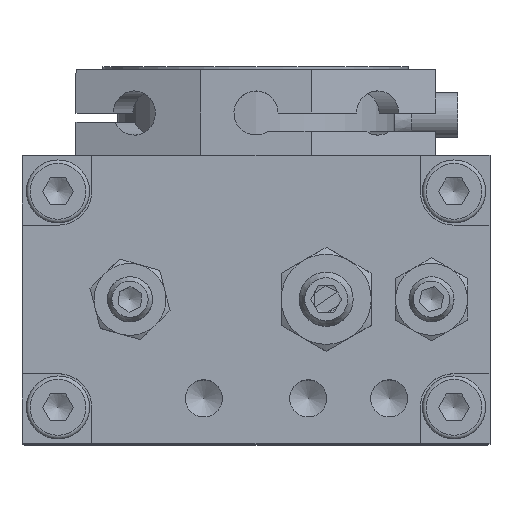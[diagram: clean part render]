
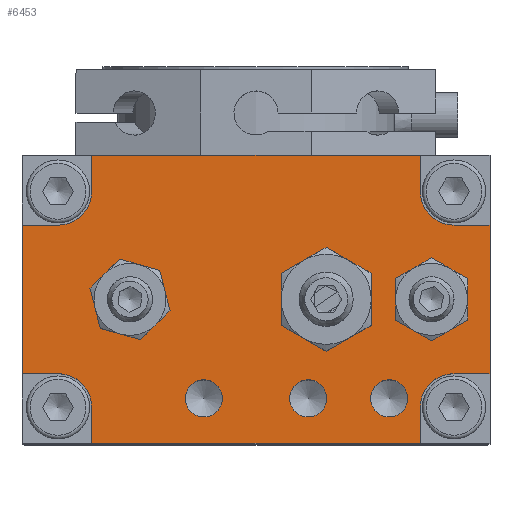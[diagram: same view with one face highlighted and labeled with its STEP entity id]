
A CAD part, top view. The second image highlights one B-rep face of the part: STEP entity #6453.
In plain terms, the highlighted planar face has unit normal (0, 0, 1).
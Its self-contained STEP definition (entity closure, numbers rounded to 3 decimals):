
#322=FACE_BOUND('',#1218,.T.);
#323=FACE_BOUND('',#1219,.T.);
#324=FACE_BOUND('',#1220,.T.);
#325=FACE_BOUND('',#1221,.T.);
#326=FACE_BOUND('',#1222,.T.);
#327=FACE_BOUND('',#1223,.T.);
#447=PLANE('',#7263);
#803=FACE_OUTER_BOUND('',#1217,.T.);
#1217=EDGE_LOOP('',(#5178,#5179,#5180,#5181,#5182,#5183,#5184,#5185,#5186,
#5187,#5188,#5189,#5190,#5191,#5192,#5193));
#1218=EDGE_LOOP('',(#5194,#5195));
#1219=EDGE_LOOP('',(#5196,#5197));
#1220=EDGE_LOOP('',(#5198,#5199));
#1221=EDGE_LOOP('',(#5200,#5201));
#1222=EDGE_LOOP('',(#5202,#5203));
#1223=EDGE_LOOP('',(#5204,#5205));
#1661=LINE('',#10597,#2106);
#1669=LINE('',#10616,#2114);
#1673=LINE('',#10625,#2118);
#1675=LINE('',#10631,#2120);
#1681=LINE('',#10647,#2126);
#1689=LINE('',#10666,#2134);
#1691=LINE('',#10672,#2136);
#1699=LINE('',#10691,#2144);
#1700=LINE('',#10693,#2145);
#1704=LINE('',#10700,#2149);
#1709=LINE('',#10708,#2154);
#1710=LINE('',#10710,#2155);
#2106=VECTOR('',#8557,10.);
#2114=VECTOR('',#8575,10.);
#2118=VECTOR('',#8581,10.);
#2120=VECTOR('',#8585,10.);
#2126=VECTOR('',#8601,10.);
#2134=VECTOR('',#8619,10.);
#2136=VECTOR('',#8623,10.);
#2144=VECTOR('',#8641,10.);
#2145=VECTOR('',#8644,10.);
#2149=VECTOR('',#8650,10.);
#2154=VECTOR('',#8657,10.);
#2155=VECTOR('',#8660,10.);
#2514=CIRCLE('',#7187,2.067);
#2515=CIRCLE('',#7188,2.067);
#2518=CIRCLE('',#7193,2.067);
#2519=CIRCLE('',#7194,2.067);
#2522=CIRCLE('',#7199,2.067);
#2523=CIRCLE('',#7200,2.067);
#2526=CIRCLE('',#7205,2.459);
#2527=CIRCLE('',#7206,2.459);
#2530=CIRCLE('',#7211,2.067);
#2531=CIRCLE('',#7212,2.067);
#2534=CIRCLE('',#7217,2.459);
#2535=CIRCLE('',#7218,2.459);
#2549=CIRCLE('',#7239,3.75);
#2550=CIRCLE('',#7244,3.75);
#2553=CIRCLE('',#7251,3.75);
#2555=CIRCLE('',#7257,3.75);
#2982=VERTEX_POINT('',#10490);
#2983=VERTEX_POINT('',#10492);
#2987=VERTEX_POINT('',#10503);
#2988=VERTEX_POINT('',#10505);
#2992=VERTEX_POINT('',#10516);
#2993=VERTEX_POINT('',#10518);
#2997=VERTEX_POINT('',#10529);
#2998=VERTEX_POINT('',#10531);
#3002=VERTEX_POINT('',#10542);
#3003=VERTEX_POINT('',#10544);
#3007=VERTEX_POINT('',#10555);
#3008=VERTEX_POINT('',#10557);
#3021=VERTEX_POINT('',#10593);
#3023=VERTEX_POINT('',#10596);
#3028=VERTEX_POINT('',#10610);
#3029=VERTEX_POINT('',#10614);
#3031=VERTEX_POINT('',#10619);
#3033=VERTEX_POINT('',#10623);
#3034=VERTEX_POINT('',#10627);
#3036=VERTEX_POINT('',#10630);
#3039=VERTEX_POINT('',#10643);
#3041=VERTEX_POINT('',#10646);
#3046=VERTEX_POINT('',#10660);
#3047=VERTEX_POINT('',#10664);
#3048=VERTEX_POINT('',#10668);
#3050=VERTEX_POINT('',#10671);
#3055=VERTEX_POINT('',#10685);
#3056=VERTEX_POINT('',#10689);
#3725=EDGE_CURVE('',#2983,#2982,#2514,.T.);
#3726=EDGE_CURVE('',#2982,#2983,#2515,.T.);
#3731=EDGE_CURVE('',#2988,#2987,#2518,.T.);
#3732=EDGE_CURVE('',#2987,#2988,#2519,.T.);
#3737=EDGE_CURVE('',#2993,#2992,#2522,.T.);
#3738=EDGE_CURVE('',#2992,#2993,#2523,.T.);
#3743=EDGE_CURVE('',#2998,#2997,#2526,.T.);
#3744=EDGE_CURVE('',#2997,#2998,#2527,.T.);
#3749=EDGE_CURVE('',#3003,#3002,#2530,.T.);
#3750=EDGE_CURVE('',#3002,#3003,#2531,.T.);
#3755=EDGE_CURVE('',#3008,#3007,#2534,.T.);
#3756=EDGE_CURVE('',#3007,#3008,#2535,.T.);
#3774=EDGE_CURVE('',#3023,#3021,#1661,.T.);
#3781=EDGE_CURVE('',#3028,#3023,#2549,.T.);
#3784=EDGE_CURVE('',#3029,#3028,#1669,.T.);
#3788=EDGE_CURVE('',#3031,#3033,#1673,.T.);
#3790=EDGE_CURVE('',#3036,#3034,#1675,.T.);
#3793=EDGE_CURVE('',#3033,#3036,#2550,.T.);
#3798=EDGE_CURVE('',#3041,#3039,#1681,.T.);
#3805=EDGE_CURVE('',#3046,#3041,#2553,.T.);
#3808=EDGE_CURVE('',#3047,#3046,#1689,.T.);
#3810=EDGE_CURVE('',#3050,#3048,#1691,.T.);
#3817=EDGE_CURVE('',#3055,#3050,#2555,.T.);
#3820=EDGE_CURVE('',#3056,#3055,#1699,.T.);
#3821=EDGE_CURVE('',#3034,#3029,#1700,.T.);
#3825=EDGE_CURVE('',#3048,#3047,#1704,.T.);
#3830=EDGE_CURVE('',#3021,#3056,#1709,.T.);
#3831=EDGE_CURVE('',#3039,#3031,#1710,.T.);
#5178=ORIENTED_EDGE('',*,*,#3774,.T.);
#5179=ORIENTED_EDGE('',*,*,#3830,.T.);
#5180=ORIENTED_EDGE('',*,*,#3820,.T.);
#5181=ORIENTED_EDGE('',*,*,#3817,.T.);
#5182=ORIENTED_EDGE('',*,*,#3810,.T.);
#5183=ORIENTED_EDGE('',*,*,#3825,.T.);
#5184=ORIENTED_EDGE('',*,*,#3808,.T.);
#5185=ORIENTED_EDGE('',*,*,#3805,.T.);
#5186=ORIENTED_EDGE('',*,*,#3798,.T.);
#5187=ORIENTED_EDGE('',*,*,#3831,.T.);
#5188=ORIENTED_EDGE('',*,*,#3788,.T.);
#5189=ORIENTED_EDGE('',*,*,#3793,.T.);
#5190=ORIENTED_EDGE('',*,*,#3790,.T.);
#5191=ORIENTED_EDGE('',*,*,#3821,.T.);
#5192=ORIENTED_EDGE('',*,*,#3784,.T.);
#5193=ORIENTED_EDGE('',*,*,#3781,.T.);
#5194=ORIENTED_EDGE('',*,*,#3725,.T.);
#5195=ORIENTED_EDGE('',*,*,#3726,.T.);
#5196=ORIENTED_EDGE('',*,*,#3731,.T.);
#5197=ORIENTED_EDGE('',*,*,#3732,.T.);
#5198=ORIENTED_EDGE('',*,*,#3737,.T.);
#5199=ORIENTED_EDGE('',*,*,#3738,.T.);
#5200=ORIENTED_EDGE('',*,*,#3743,.T.);
#5201=ORIENTED_EDGE('',*,*,#3744,.T.);
#5202=ORIENTED_EDGE('',*,*,#3749,.T.);
#5203=ORIENTED_EDGE('',*,*,#3750,.T.);
#5204=ORIENTED_EDGE('',*,*,#3755,.T.);
#5205=ORIENTED_EDGE('',*,*,#3756,.T.);
#6453=ADVANCED_FACE('',(#803,#322,#323,#324,#325,#326,#327),#447,.T.);
#7187=AXIS2_PLACEMENT_3D('',#10493,#8444,#8445);
#7188=AXIS2_PLACEMENT_3D('',#10494,#8446,#8447);
#7193=AXIS2_PLACEMENT_3D('',#10506,#8458,#8459);
#7194=AXIS2_PLACEMENT_3D('',#10507,#8460,#8461);
#7199=AXIS2_PLACEMENT_3D('',#10519,#8472,#8473);
#7200=AXIS2_PLACEMENT_3D('',#10520,#8474,#8475);
#7205=AXIS2_PLACEMENT_3D('',#10532,#8486,#8487);
#7206=AXIS2_PLACEMENT_3D('',#10533,#8488,#8489);
#7211=AXIS2_PLACEMENT_3D('',#10545,#8500,#8501);
#7212=AXIS2_PLACEMENT_3D('',#10546,#8502,#8503);
#7217=AXIS2_PLACEMENT_3D('',#10558,#8514,#8515);
#7218=AXIS2_PLACEMENT_3D('',#10559,#8516,#8517);
#7239=AXIS2_PLACEMENT_3D('',#10611,#8569,#8570);
#7244=AXIS2_PLACEMENT_3D('',#10636,#8590,#8591);
#7251=AXIS2_PLACEMENT_3D('',#10661,#8613,#8614);
#7257=AXIS2_PLACEMENT_3D('',#10686,#8635,#8636);
#7263=AXIS2_PLACEMENT_3D('',#10712,#8662,#8663);
#8444=DIRECTION('center_axis',(0.,0.,-1.));
#8445=DIRECTION('ref_axis',(1.,0.,0.));
#8446=DIRECTION('center_axis',(0.,0.,-1.));
#8447=DIRECTION('ref_axis',(1.,0.,0.));
#8458=DIRECTION('center_axis',(0.,0.,-1.));
#8459=DIRECTION('ref_axis',(1.,0.,0.));
#8460=DIRECTION('center_axis',(0.,0.,-1.));
#8461=DIRECTION('ref_axis',(1.,0.,0.));
#8472=DIRECTION('center_axis',(0.,0.,-1.));
#8473=DIRECTION('ref_axis',(1.,0.,0.));
#8474=DIRECTION('center_axis',(0.,0.,-1.));
#8475=DIRECTION('ref_axis',(1.,0.,0.));
#8486=DIRECTION('center_axis',(0.,0.,-1.));
#8487=DIRECTION('ref_axis',(1.,0.,0.));
#8488=DIRECTION('center_axis',(0.,0.,-1.));
#8489=DIRECTION('ref_axis',(1.,0.,0.));
#8500=DIRECTION('center_axis',(0.,0.,-1.));
#8501=DIRECTION('ref_axis',(1.,0.,0.));
#8502=DIRECTION('center_axis',(0.,0.,-1.));
#8503=DIRECTION('ref_axis',(1.,0.,0.));
#8514=DIRECTION('center_axis',(0.,0.,-1.));
#8515=DIRECTION('ref_axis',(1.,0.,0.));
#8516=DIRECTION('center_axis',(0.,0.,-1.));
#8517=DIRECTION('ref_axis',(1.,0.,0.));
#8557=DIRECTION('',(0.,-1.,0.));
#8569=DIRECTION('center_axis',(0.,0.,-1.));
#8570=DIRECTION('ref_axis',(1.,0.,0.));
#8575=DIRECTION('',(1.,0.,0.));
#8581=DIRECTION('',(0.,-1.,0.));
#8585=DIRECTION('',(-1.,0.,0.));
#8590=DIRECTION('center_axis',(0.,0.,-1.));
#8591=DIRECTION('ref_axis',(0.,-1.,0.));
#8601=DIRECTION('',(0.,1.,0.));
#8613=DIRECTION('center_axis',(0.,0.,-1.));
#8614=DIRECTION('ref_axis',(-1.,0.,0.));
#8619=DIRECTION('',(-1.,0.,0.));
#8623=DIRECTION('',(1.,0.,0.));
#8635=DIRECTION('center_axis',(0.,0.,-1.));
#8636=DIRECTION('ref_axis',(0.,1.,0.));
#8641=DIRECTION('',(0.,1.,0.));
#8644=DIRECTION('',(0.,-1.,0.));
#8650=DIRECTION('',(0.,1.,0.));
#8657=DIRECTION('',(1.,0.,0.));
#8660=DIRECTION('',(-1.,0.,0.));
#8662=DIRECTION('center_axis',(0.,0.,1.));
#8663=DIRECTION('ref_axis',(1.,0.,0.));
#10490=CARTESIAN_POINT('',(3.733,-11.,44.));
#10492=CARTESIAN_POINT('',(7.867,-11.,44.));
#10493=CARTESIAN_POINT('Origin',(5.8,-11.,44.));
#10494=CARTESIAN_POINT('Origin',(5.8,-11.,44.));
#10503=CARTESIAN_POINT('',(-7.867,-11.,44.));
#10505=CARTESIAN_POINT('',(-3.733,-11.,44.));
#10506=CARTESIAN_POINT('Origin',(-5.8,-11.,44.));
#10507=CARTESIAN_POINT('Origin',(-5.8,-11.,44.));
#10516=CARTESIAN_POINT('',(12.733,-11.,44.));
#10518=CARTESIAN_POINT('',(16.867,-11.,44.));
#10519=CARTESIAN_POINT('Origin',(14.8,-11.,44.));
#10520=CARTESIAN_POINT('Origin',(14.8,-11.,44.));
#10529=CARTESIAN_POINT('',(5.342,0.,44.));
#10531=CARTESIAN_POINT('',(10.259,0.,44.));
#10532=CARTESIAN_POINT('Origin',(7.8,0.,44.));
#10533=CARTESIAN_POINT('Origin',(7.8,0.,44.));
#10542=CARTESIAN_POINT('',(17.433,0.,44.));
#10544=CARTESIAN_POINT('',(21.567,0.,44.));
#10545=CARTESIAN_POINT('Origin',(19.5,0.,44.));
#10546=CARTESIAN_POINT('Origin',(19.5,0.,44.));
#10555=CARTESIAN_POINT('',(-16.459,0.,44.));
#10557=CARTESIAN_POINT('',(-11.542,0.,44.));
#10558=CARTESIAN_POINT('Origin',(-14.,0.,44.));
#10559=CARTESIAN_POINT('Origin',(-14.,0.,44.));
#10593=CARTESIAN_POINT('',(-18.25,-16.,44.));
#10596=CARTESIAN_POINT('',(-18.25,-12.,44.));
#10597=CARTESIAN_POINT('',(-18.25,-6.,44.));
#10610=CARTESIAN_POINT('',(-22.,-8.25,44.));
#10611=CARTESIAN_POINT('Origin',(-22.,-12.,44.));
#10614=CARTESIAN_POINT('',(-26.,-8.25,44.));
#10616=CARTESIAN_POINT('',(-13.406,-8.25,44.));
#10619=CARTESIAN_POINT('',(-18.25,16.,44.));
#10623=CARTESIAN_POINT('',(-18.25,12.,44.));
#10625=CARTESIAN_POINT('',(-18.25,8.375,44.));
#10627=CARTESIAN_POINT('',(-26.,8.25,44.));
#10630=CARTESIAN_POINT('',(-22.,8.25,44.));
#10631=CARTESIAN_POINT('',(-11.,8.25,44.));
#10636=CARTESIAN_POINT('Origin',(-22.,12.,44.));
#10643=CARTESIAN_POINT('',(18.25,16.,44.));
#10646=CARTESIAN_POINT('',(18.25,12.,44.));
#10647=CARTESIAN_POINT('',(18.25,6.,44.));
#10660=CARTESIAN_POINT('',(22.,8.25,44.));
#10661=CARTESIAN_POINT('Origin',(22.,12.,44.));
#10664=CARTESIAN_POINT('',(26.,8.25,44.));
#10666=CARTESIAN_POINT('',(13.406,8.25,44.));
#10668=CARTESIAN_POINT('',(26.,-8.25,44.));
#10671=CARTESIAN_POINT('',(22.,-8.25,44.));
#10672=CARTESIAN_POINT('',(11.,-8.25,44.));
#10685=CARTESIAN_POINT('',(18.25,-12.,44.));
#10686=CARTESIAN_POINT('Origin',(22.,-12.,44.));
#10689=CARTESIAN_POINT('',(18.25,-16.,44.));
#10691=CARTESIAN_POINT('',(18.25,-8.375,44.));
#10693=CARTESIAN_POINT('',(-26.,16.,44.));
#10700=CARTESIAN_POINT('',(26.,-16.,44.));
#10708=CARTESIAN_POINT('',(-26.,-16.,44.));
#10710=CARTESIAN_POINT('',(26.,16.,44.));
#10712=CARTESIAN_POINT('Origin',(0.,0.,44.));
